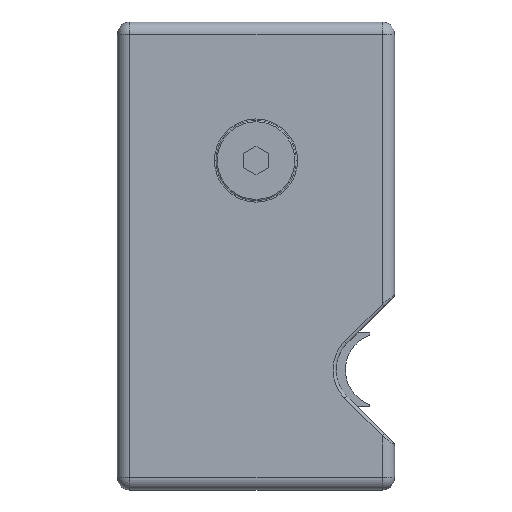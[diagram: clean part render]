
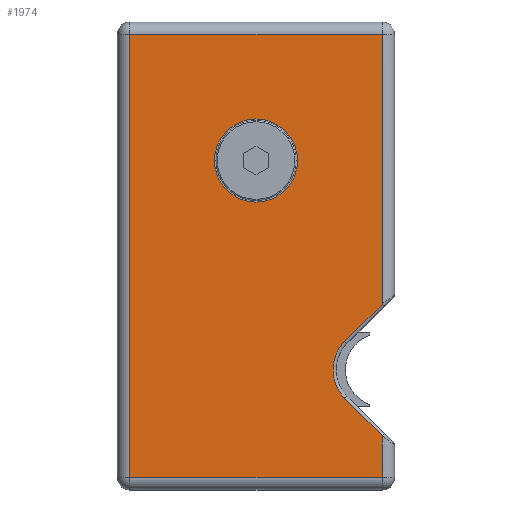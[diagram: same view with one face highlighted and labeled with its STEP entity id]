
A CAD part, front view. The second image highlights one B-rep face of the part: STEP entity #1974.
In plain terms, the highlighted face is planar.
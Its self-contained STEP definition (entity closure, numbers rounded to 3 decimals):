
#48=FACE_BOUND($,#361,.T.);
#49=FACE_BOUND($,#362,.T.);
#104=CIRCLE($,#2124,6.5);
#108=CIRCLE($,#2135,6.75);
#361=EDGE_LOOP($,(#1432));
#362=EDGE_LOOP($,(#1433,#1434,#1435,#1436,#1437,#1438,#1439,#1440));
#509=LINE($,#3092,#696);
#511=LINE($,#3104,#698);
#517=LINE($,#3146,#704);
#518=LINE($,#3152,#705);
#519=LINE($,#3154,#706);
#520=LINE($,#3156,#707);
#521=LINE($,#3157,#708);
#696=VECTOR($,#2427,8.642);
#698=VECTOR($,#2441,8.642);
#704=VECTOR($,#2459,6.793);
#705=VECTOR($,#2466,43.793);
#706=VECTOR($,#2467,41.);
#707=VECTOR($,#2468,72.);
#708=VECTOR($,#2469,41.);
#886=VERTEX_POINT($,#3082);
#888=VERTEX_POINT($,#3088);
#890=VERTEX_POINT($,#3094);
#892=VERTEX_POINT($,#3100);
#898=VERTEX_POINT($,#3145);
#899=VERTEX_POINT($,#3149);
#900=VERTEX_POINT($,#3151);
#901=VERTEX_POINT($,#3153);
#902=VERTEX_POINT($,#3155);
#1089=EDGE_CURVE($,#886,#888,#509,.T.);
#1092=EDGE_CURVE($,#888,#890,#104,.T.);
#1095=EDGE_CURVE($,#890,#892,#511,.T.);
#1104=EDGE_CURVE($,#892,#898,#517,.T.);
#1106=EDGE_CURVE($,#899,#899,#108,.T.);
#1107=EDGE_CURVE($,#900,#886,#518,.T.);
#1108=EDGE_CURVE($,#901,#900,#519,.T.);
#1109=EDGE_CURVE($,#902,#901,#520,.T.);
#1110=EDGE_CURVE($,#898,#902,#521,.T.);
#1432=ORIENTED_EDGE($,*,*,#1106,.T.);
#1433=ORIENTED_EDGE($,*,*,#1095,.F.);
#1434=ORIENTED_EDGE($,*,*,#1092,.F.);
#1435=ORIENTED_EDGE($,*,*,#1089,.F.);
#1436=ORIENTED_EDGE($,*,*,#1107,.F.);
#1437=ORIENTED_EDGE($,*,*,#1108,.F.);
#1438=ORIENTED_EDGE($,*,*,#1109,.F.);
#1439=ORIENTED_EDGE($,*,*,#1110,.F.);
#1440=ORIENTED_EDGE($,*,*,#1104,.F.);
#1897=PLANE($,#2134);
#1974=ADVANCED_FACE($,(#48,#49),#1897,.T.);
#2124=AXIS2_PLACEMENT_3D($,#3098,#2434,#2435);
#2134=AXIS2_PLACEMENT_3D($,#3148,#2462,#2463);
#2135=AXIS2_PLACEMENT_3D($,#3150,#2464,#2465);
#2427=DIRECTION($,(-0.707,-0.707,0.));
#2434=DIRECTION('center_axis',(0.,0.,1.));
#2435=DIRECTION('ref_axis',(-1.,0.,0.));
#2441=DIRECTION($,(0.707,-0.707,0.));
#2459=DIRECTION($,(0.,-1.,0.));
#2462=DIRECTION('center_axis',(0.,0.,1.));
#2463=DIRECTION('ref_axis',(1.,0.,0.));
#2464=DIRECTION('center_axis',(0.,0.,-1.));
#2465=DIRECTION('ref_axis',(1.,0.,0.));
#2466=DIRECTION($,(0.,-1.,0.));
#2467=DIRECTION($,(1.,0.,0.));
#2468=DIRECTION($,(0.,1.,0.));
#2469=DIRECTION($,(-1.,0.,0.));
#3082=CARTESIAN_POINT('',(20.5,-23.293,5.));
#3088=CARTESIAN_POINT('',(14.389,-29.404,5.));
#3092=CARTESIAN_POINT($,(18.006,-25.787,5.));
#3094=CARTESIAN_POINT('',(14.389,-38.596,5.));
#3098=CARTESIAN_POINT('Origin',(18.985,-34.,5.));
#3100=CARTESIAN_POINT('',(20.5,-44.707,5.));
#3104=CARTESIAN_POINT($,(5.154,-29.361,5.));
#3145=CARTESIAN_POINT('',(20.5,-51.5,5.));
#3146=CARTESIAN_POINT($,(20.5,-31.027,5.));
#3148=CARTESIAN_POINT('Origin',(-0.009,-16.054,
5.));
#3149=CARTESIAN_POINT('',(6.75,0.,5.));
#3150=CARTESIAN_POINT('Origin',(0.,0.,
5.));
#3151=CARTESIAN_POINT('',(20.5,20.5,5.));
#3152=CARTESIAN_POINT($,(20.5,2.223,5.));
#3153=CARTESIAN_POINT('',(-20.5,20.5,5.));
#3154=CARTESIAN_POINT($,(-10.255,20.5,5.));
#3155=CARTESIAN_POINT('',(-20.5,-51.5,5.));
#3156=CARTESIAN_POINT($,(-20.5,-33.777,5.));
#3157=CARTESIAN_POINT($,(10.245,-51.5,5.));
